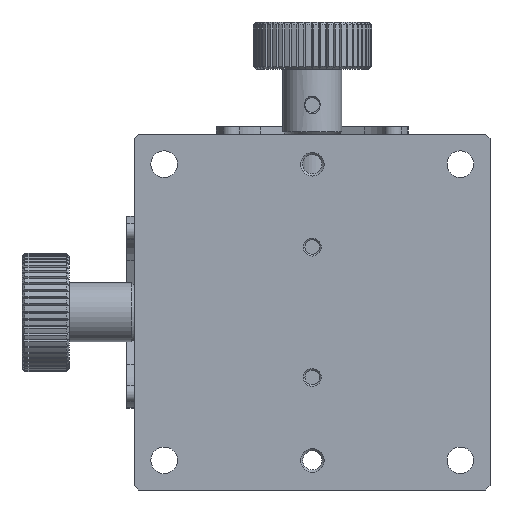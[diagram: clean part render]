
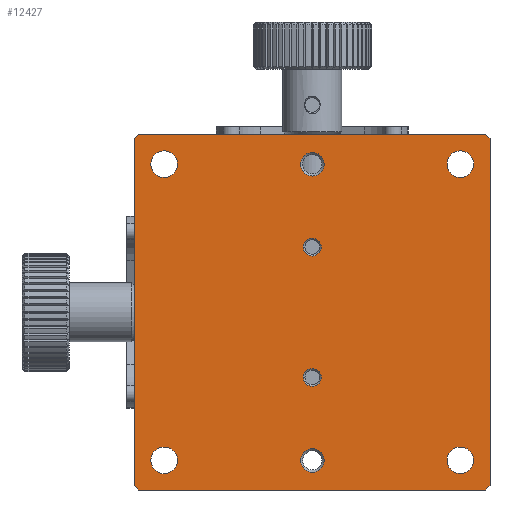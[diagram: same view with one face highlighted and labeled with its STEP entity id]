
A CAD part, front view. The second image highlights one B-rep face of the part: STEP entity #12427.
In plain terms, the highlighted planar face has unit normal (0, -1, 0).
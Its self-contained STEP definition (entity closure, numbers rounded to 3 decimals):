
#33 = FACE_BOUND ( 'NONE', #4622, .T. ) ;
#97 = CIRCLE ( 'NONE', #13824, 2.25 ) ;
#330 = CIRCLE ( 'NONE', #21545, 2. ) ;
#516 = EDGE_CURVE ( 'NONE', #4811, #4811, #11659, .T. ) ;
#527 = CARTESIAN_POINT ( 'NONE',  ( 5., 0., -57.25 ) ) ;
#536 = AXIS2_PLACEMENT_3D ( 'NONE', #18480, #18611, #3395 ) ;
#618 = CARTESIAN_POINT ( 'NONE',  ( 30., 0., -55. ) ) ;
#663 = DIRECTION ( 'NONE',  ( 0., 0., -1. ) ) ;
#691 = VERTEX_POINT ( 'NONE', #6653 ) ;
#1216 = EDGE_CURVE ( 'NONE', #26985, #4828, #24082, .T. ) ;
#1293 = DIRECTION ( 'NONE',  ( -1., 0., 0. ) ) ;
#2195 = DIRECTION ( 'NONE',  ( 0., 0., -1. ) ) ;
#2683 = VECTOR ( 'NONE', #1293, 1000. ) ;
#2700 = DIRECTION ( 'NONE',  ( 0., 0., -1. ) ) ;
#2918 = ORIENTED_EDGE ( 'NONE', *, *, #20581, .F. ) ;
#2955 = EDGE_CURVE ( 'NONE', #17286, #17286, #330, .T. ) ;
#3395 = DIRECTION ( 'NONE',  ( 0., 0., -1. ) ) ;
#3450 = ORIENTED_EDGE ( 'NONE', *, *, #516, .F. ) ;
#3833 = ORIENTED_EDGE ( 'NONE', *, *, #8110, .T. ) ;
#3874 = DIRECTION ( 'NONE',  ( 0., 0., -1. ) ) ;
#4151 = CARTESIAN_POINT ( 'NONE',  ( 5., 0., -55. ) ) ;
#4622 = EDGE_LOOP ( 'NONE', ( #14765 ) ) ;
#4747 = LINE ( 'NONE', #25510, #22095 ) ;
#4811 = VERTEX_POINT ( 'NONE', #10916 ) ;
#4828 = VERTEX_POINT ( 'NONE', #12436 ) ;
#5164 = DIRECTION ( 'NONE',  ( 0., 0., -1. ) ) ;
#5260 = AXIS2_PLACEMENT_3D ( 'NONE', #11271, #20106, #13481 ) ;
#5490 = CARTESIAN_POINT ( 'NONE',  ( 59.29, 0., -60. ) ) ;
#5532 = CARTESIAN_POINT ( 'NONE',  ( 5., 0., -7.25 ) ) ;
#6318 = LINE ( 'NONE', #25167, #6947 ) ;
#6653 = CARTESIAN_POINT ( 'NONE',  ( 60., 0., -59.29 ) ) ;
#6720 = DIRECTION ( 'NONE',  ( -0.707, 0., 0.707 ) ) ;
#6756 = VERTEX_POINT ( 'NONE', #5490 ) ;
#6776 = DIRECTION ( 'NONE',  ( 0., 1., 0. ) ) ;
#6911 = VERTEX_POINT ( 'NONE', #15530 ) ;
#6947 = VECTOR ( 'NONE', #8143, 1000. ) ;
#7062 = VERTEX_POINT ( 'NONE', #26449 ) ;
#7177 = AXIS2_PLACEMENT_3D ( 'NONE', #25760, #6776, #21196 ) ;
#7679 = CARTESIAN_POINT ( 'NONE',  ( 0., 0., -0.71 ) ) ;
#7815 = LINE ( 'NONE', #7679, #14127 ) ;
#7897 = VERTEX_POINT ( 'NONE', #5532 ) ;
#8110 = EDGE_CURVE ( 'NONE', #17518, #20716, #23622, .T. ) ;
#8143 = DIRECTION ( 'NONE',  ( 1., 0., 0. ) ) ;
#8463 = FACE_BOUND ( 'NONE', #16841, .T. ) ;
#8730 = FACE_BOUND ( 'NONE', #27200, .T. ) ;
#9097 = CARTESIAN_POINT ( 'NONE',  ( 60., 0., 0. ) ) ;
#9125 = ORIENTED_EDGE ( 'NONE', *, *, #11065, .F. ) ;
#9254 = CARTESIAN_POINT ( 'NONE',  ( 30., 0., -57. ) ) ;
#9548 = CARTESIAN_POINT ( 'NONE',  ( 60., 0., -0.71 ) ) ;
#9728 = EDGE_CURVE ( 'NONE', #14487, #19190, #7815, .T. ) ;
#9886 = AXIS2_PLACEMENT_3D ( 'NONE', #14192, #27047, #18599 ) ;
#10042 = ORIENTED_EDGE ( 'NONE', *, *, #21687, .F. ) ;
#10199 = EDGE_CURVE ( 'NONE', #21387, #21387, #11502, .T. ) ;
#10324 = DIRECTION ( 'NONE',  ( 0.707, 0., 0.707 ) ) ;
#10672 = EDGE_LOOP ( 'NONE', ( #3450 ) ) ;
#10916 = CARTESIAN_POINT ( 'NONE',  ( 30., 0., -42.5 ) ) ;
#11063 = VERTEX_POINT ( 'NONE', #527 ) ;
#11065 = EDGE_CURVE ( 'NONE', #6756, #4828, #14178, .T. ) ;
#11094 = EDGE_LOOP ( 'NONE', ( #25319 ) ) ;
#11105 = CARTESIAN_POINT ( 'NONE',  ( 55., 0., -7.25 ) ) ;
#11157 = ORIENTED_EDGE ( 'NONE', *, *, #22692, .F. ) ;
#11271 = CARTESIAN_POINT ( 'NONE',  ( 55., 0., -5. ) ) ;
#11502 = CIRCLE ( 'NONE', #25175, 1.5 ) ;
#11659 = CIRCLE ( 'NONE', #9886, 1.5 ) ;
#12427 = ADVANCED_FACE ( 'NONE', ( #12629, #27286, #19111, #33, #8730, #16787, #8463, #16913, #12765 ), #25345, .F. ) ;
#12436 = CARTESIAN_POINT ( 'NONE',  ( 0.71, 0., -60. ) ) ;
#12604 = DIRECTION ( 'NONE',  ( 0., -1., 0. ) ) ;
#12629 = FACE_OUTER_BOUND ( 'NONE', #13785, .T. ) ;
#12765 = FACE_BOUND ( 'NONE', #10672, .T. ) ;
#12824 = ORIENTED_EDGE ( 'NONE', *, *, #25468, .F. ) ;
#12865 = DIRECTION ( 'NONE',  ( 0., -1., 0. ) ) ;
#13481 = DIRECTION ( 'NONE',  ( 0., 0., -1. ) ) ;
#13602 = EDGE_LOOP ( 'NONE', ( #21380 ) ) ;
#13785 = EDGE_LOOP ( 'NONE', ( #18509, #9125, #24761, #13885, #3833, #2918, #27049, #11157 ) ) ;
#13824 = AXIS2_PLACEMENT_3D ( 'NONE', #4151, #12604, #23103 ) ;
#13885 = ORIENTED_EDGE ( 'NONE', *, *, #23365, .F. ) ;
#13888 = CARTESIAN_POINT ( 'NONE',  ( 0., 0., -60. ) ) ;
#14127 = VECTOR ( 'NONE', #20683, 1000. ) ;
#14178 = LINE ( 'NONE', #13888, #2683 ) ;
#14192 = CARTESIAN_POINT ( 'NONE',  ( 30., 0., -41. ) ) ;
#14487 = VERTEX_POINT ( 'NONE', #15296 ) ;
#14685 = CARTESIAN_POINT ( 'NONE',  ( 30., 0., -19. ) ) ;
#14765 = ORIENTED_EDGE ( 'NONE', *, *, #20680, .F. ) ;
#14935 = AXIS2_PLACEMENT_3D ( 'NONE', #19687, #23858, #5164 ) ;
#15044 = CARTESIAN_POINT ( 'NONE',  ( 30., 0., -20.5 ) ) ;
#15273 = EDGE_CURVE ( 'NONE', #6756, #691, #24718, .T. ) ;
#15296 = CARTESIAN_POINT ( 'NONE',  ( 0.71, 0., 0. ) ) ;
#15513 = CARTESIAN_POINT ( 'NONE',  ( 0.71, 0., -60. ) ) ;
#15530 = CARTESIAN_POINT ( 'NONE',  ( 30., 0., -7. ) ) ;
#15580 = DIRECTION ( 'NONE',  ( 0., -1., 0. ) ) ;
#16598 = VECTOR ( 'NONE', #10324, 1000. ) ;
#16775 = ORIENTED_EDGE ( 'NONE', *, *, #24175, .F. ) ;
#16787 = FACE_BOUND ( 'NONE', #13602, .T. ) ;
#16841 = EDGE_LOOP ( 'NONE', ( #17905 ) ) ;
#16913 = FACE_BOUND ( 'NONE', #11094, .T. ) ;
#17286 = VERTEX_POINT ( 'NONE', #9254 ) ;
#17405 = CARTESIAN_POINT ( 'NONE',  ( 59.29, 0., 0. ) ) ;
#17518 = VERTEX_POINT ( 'NONE', #9548 ) ;
#17905 = ORIENTED_EDGE ( 'NONE', *, *, #2955, .F. ) ;
#18356 = CARTESIAN_POINT ( 'NONE',  ( 60., 0., -59.29 ) ) ;
#18480 = CARTESIAN_POINT ( 'NONE',  ( 5., 0., -5. ) ) ;
#18509 = ORIENTED_EDGE ( 'NONE', *, *, #1216, .T. ) ;
#18599 = DIRECTION ( 'NONE',  ( 0., 0., -1. ) ) ;
#18611 = DIRECTION ( 'NONE',  ( 0., -1., 0. ) ) ;
#18941 = CIRCLE ( 'NONE', #5260, 2.25 ) ;
#19111 = FACE_BOUND ( 'NONE', #23108, .T. ) ;
#19142 = DIRECTION ( 'NONE',  ( 0., 0., 1. ) ) ;
#19164 = VECTOR ( 'NONE', #21996, 1000. ) ;
#19190 = VERTEX_POINT ( 'NONE', #25031 ) ;
#19476 = CARTESIAN_POINT ( 'NONE',  ( 59.29, 0., 0. ) ) ;
#19687 = CARTESIAN_POINT ( 'NONE',  ( 30., 0., -5. ) ) ;
#19798 = EDGE_CURVE ( 'NONE', #6911, #6911, #25074, .T. ) ;
#19932 = VERTEX_POINT ( 'NONE', #11105 ) ;
#20106 = DIRECTION ( 'NONE',  ( 0., -1., 0. ) ) ;
#20581 = EDGE_CURVE ( 'NONE', #14487, #20716, #6318, .T. ) ;
#20680 = EDGE_CURVE ( 'NONE', #7062, #7062, #23305, .T. ) ;
#20683 = DIRECTION ( 'NONE',  ( -0.707, 0., -0.707 ) ) ;
#20716 = VERTEX_POINT ( 'NONE', #19476 ) ;
#21155 = DIRECTION ( 'NONE',  ( 0., -1., 0. ) ) ;
#21196 = DIRECTION ( 'NONE',  ( 0., 0., 1. ) ) ;
#21380 = ORIENTED_EDGE ( 'NONE', *, *, #19798, .F. ) ;
#21387 = VERTEX_POINT ( 'NONE', #15044 ) ;
#21545 = AXIS2_PLACEMENT_3D ( 'NONE', #618, #15580, #2700 ) ;
#21687 = EDGE_CURVE ( 'NONE', #19932, #19932, #18941, .T. ) ;
#21717 = EDGE_LOOP ( 'NONE', ( #16775 ) ) ;
#21996 = DIRECTION ( 'NONE',  ( 0.707, 0., -0.707 ) ) ;
#22047 = VECTOR ( 'NONE', #6720, 1000. ) ;
#22095 = VECTOR ( 'NONE', #19142, 1000. ) ;
#22692 = EDGE_CURVE ( 'NONE', #26985, #19190, #4747, .T. ) ;
#22956 = CARTESIAN_POINT ( 'NONE',  ( 55., 0., -55. ) ) ;
#23103 = DIRECTION ( 'NONE',  ( 0., 0., -1. ) ) ;
#23108 = EDGE_LOOP ( 'NONE', ( #12824 ) ) ;
#23255 = CARTESIAN_POINT ( 'NONE',  ( 0., 0., -59.29 ) ) ;
#23305 = CIRCLE ( 'NONE', #25962, 2.25 ) ;
#23365 = EDGE_CURVE ( 'NONE', #17518, #691, #25709, .T. ) ;
#23622 = LINE ( 'NONE', #17405, #22047 ) ;
#23858 = DIRECTION ( 'NONE',  ( 0., -1., 0. ) ) ;
#24082 = LINE ( 'NONE', #15513, #19164 ) ;
#24175 = EDGE_CURVE ( 'NONE', #7897, #7897, #25719, .T. ) ;
#24718 = LINE ( 'NONE', #18356, #16598 ) ;
#24761 = ORIENTED_EDGE ( 'NONE', *, *, #15273, .T. ) ;
#25031 = CARTESIAN_POINT ( 'NONE',  ( 0., 0., -0.71 ) ) ;
#25074 = CIRCLE ( 'NONE', #14935, 2. ) ;
#25167 = CARTESIAN_POINT ( 'NONE',  ( 0., 0., 0. ) ) ;
#25175 = AXIS2_PLACEMENT_3D ( 'NONE', #14685, #12865, #2195 ) ;
#25319 = ORIENTED_EDGE ( 'NONE', *, *, #10199, .F. ) ;
#25345 = PLANE ( 'NONE',  #7177 ) ;
#25468 = EDGE_CURVE ( 'NONE', #11063, #11063, #97, .T. ) ;
#25510 = CARTESIAN_POINT ( 'NONE',  ( 0., 0., 0. ) ) ;
#25686 = VECTOR ( 'NONE', #663, 1000. ) ;
#25709 = LINE ( 'NONE', #9097, #25686 ) ;
#25719 = CIRCLE ( 'NONE', #536, 2.25 ) ;
#25760 = CARTESIAN_POINT ( 'NONE',  ( 0., 0., 0. ) ) ;
#25962 = AXIS2_PLACEMENT_3D ( 'NONE', #22956, #21155, #3874 ) ;
#26449 = CARTESIAN_POINT ( 'NONE',  ( 55., 0., -57.25 ) ) ;
#26985 = VERTEX_POINT ( 'NONE', #23255 ) ;
#27047 = DIRECTION ( 'NONE',  ( 0., -1., 0. ) ) ;
#27049 = ORIENTED_EDGE ( 'NONE', *, *, #9728, .T. ) ;
#27200 = EDGE_LOOP ( 'NONE', ( #10042 ) ) ;
#27286 = FACE_BOUND ( 'NONE', #21717, .T. ) ;
